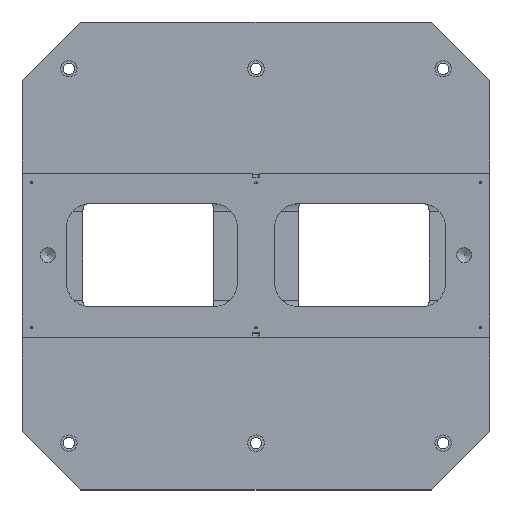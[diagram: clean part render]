
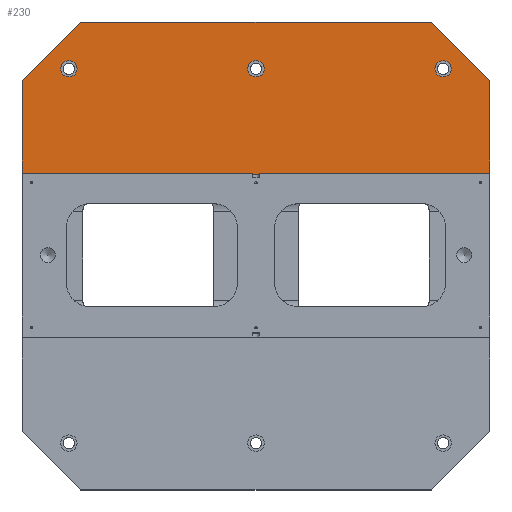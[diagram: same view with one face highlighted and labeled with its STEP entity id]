
A CAD part, top view. The second image highlights one B-rep face of the part: STEP entity #230.
In plain terms, the highlighted planar face has unit normal (0, 0, 1).
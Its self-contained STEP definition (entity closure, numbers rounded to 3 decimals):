
#230 = ADVANCED_FACE( '', ( #951, #952, #953, #954 ), #955, .T. );
#951 = FACE_BOUND( '', #2108, .T. );
#952 = FACE_BOUND( '', #2109, .T. );
#953 = FACE_BOUND( '', #2110, .T. );
#954 = FACE_OUTER_BOUND( '', #2111, .T. );
#955 = PLANE( '', #2112 );
#2108 = EDGE_LOOP( '', ( #4586 ) );
#2109 = EDGE_LOOP( '', ( #4587 ) );
#2110 = EDGE_LOOP( '', ( #4588 ) );
#2111 = EDGE_LOOP( '', ( #4589, #4590, #4591, #4592, #4593, #4594 ) );
#2112 = AXIS2_PLACEMENT_3D( '', #4595, #4596, #4597 );
#4586 = ORIENTED_EDGE( '', *, *, #8359, .T. );
#4587 = ORIENTED_EDGE( '', *, *, #8360, .T. );
#4588 = ORIENTED_EDGE( '', *, *, #8361, .T. );
#4589 = ORIENTED_EDGE( '', *, *, #8362, .T. );
#4590 = ORIENTED_EDGE( '', *, *, #8363, .T. );
#4591 = ORIENTED_EDGE( '', *, *, #8151, .T. );
#4592 = ORIENTED_EDGE( '', *, *, #7942, .T. );
#4593 = ORIENTED_EDGE( '', *, *, #8296, .T. );
#4594 = ORIENTED_EDGE( '', *, *, #8364, .T. );
#4595 = CARTESIAN_POINT( '', ( -500., -500., 55. ) );
#4596 = DIRECTION( '', ( 0., 0., 1. ) );
#4597 = DIRECTION( '', ( 1., 0., 0. ) );
#7942 = EDGE_CURVE( '', #9715, #9713, #9716, .T. );
#8151 = EDGE_CURVE( '', #10117, #9715, #10118, .T. );
#8296 = EDGE_CURVE( '', #9713, #10391, #10393, .T. );
#8359 = EDGE_CURVE( '', #10512, #10512, #10513, .T. );
#8360 = EDGE_CURVE( '', #10514, #10514, #10515, .T. );
#8361 = EDGE_CURVE( '', #10516, #10516, #10517, .T. );
#8362 = EDGE_CURVE( '', #10518, #10519, #10520, .T. );
#8363 = EDGE_CURVE( '', #10519, #10117, #10521, .F. );
#8364 = EDGE_CURVE( '', #10391, #10518, #10522, .F. );
#9713 = VERTEX_POINT( '', #14510 );
#9715 = VERTEX_POINT( '', #14513 );
#9716 = LINE( '', #14514, #14515 );
#10117 = VERTEX_POINT( '', #15099 );
#10118 = LINE( '', #15100, #15101 );
#10391 = VERTEX_POINT( '', #15516 );
#10393 = LINE( '', #15519, #15520 );
#10512 = VERTEX_POINT( '', #15701 );
#10513 = CIRCLE( '', #15702, 17.5 );
#10514 = VERTEX_POINT( '', #15703 );
#10515 = CIRCLE( '', #15704, 17.5 );
#10516 = VERTEX_POINT( '', #15705 );
#10517 = CIRCLE( '', #15706, 17.5 );
#10518 = VERTEX_POINT( '', #15707 );
#10519 = VERTEX_POINT( '', #15708 );
#10520 = LINE( '', #15709, #15710 );
#10521 = LINE( '', #15711, #15712 );
#10522 = LINE( '', #15713, #15714 );
#14510 = CARTESIAN_POINT( '', ( 500., 175., 55. ) );
#14513 = CARTESIAN_POINT( '', ( -500., 175., 55. ) );
#14514 = CARTESIAN_POINT( '', ( -500., 175., 55. ) );
#14515 = VECTOR( '', #17589, 1000. );
#15099 = CARTESIAN_POINT( '', ( -500., 375., 55. ) );
#15100 = CARTESIAN_POINT( '', ( -500., 500., 55. ) );
#15101 = VECTOR( '', #17848, 1000. );
#15516 = CARTESIAN_POINT( '', ( 500., 375., 55. ) );
#15519 = CARTESIAN_POINT( '', ( 500., -500., 55. ) );
#15520 = VECTOR( '', #17995, 1000. );
#15701 = CARTESIAN_POINT( '', ( -400., 382.5, 55. ) );
#15702 = AXIS2_PLACEMENT_3D( '', #18058, #18059, #18060 );
#15703 = CARTESIAN_POINT( '', ( 400., 382.5, 55. ) );
#15704 = AXIS2_PLACEMENT_3D( '', #18061, #18062, #18063 );
#15705 = CARTESIAN_POINT( '', ( 0., 382.5, 55. ) );
#15706 = AXIS2_PLACEMENT_3D( '', #18064, #18065, #18066 );
#15707 = CARTESIAN_POINT( '', ( 375., 500., 55. ) );
#15708 = CARTESIAN_POINT( '', ( -375., 500., 55. ) );
#15709 = CARTESIAN_POINT( '', ( 500., 500., 55. ) );
#15710 = VECTOR( '', #18067, 1000. );
#15711 = CARTESIAN_POINT( '', ( -937.5, -62.5, 55. ) );
#15712 = VECTOR( '', #18068, 1000. );
#15713 = CARTESIAN_POINT( '', ( 437.5, 437.5, 55. ) );
#15714 = VECTOR( '', #18069, 1000. );
#17589 = DIRECTION( '', ( 1., 0., 0. ) );
#17848 = DIRECTION( '', ( 0., -1., 0. ) );
#17995 = DIRECTION( '', ( 0., 1., 0. ) );
#18058 = CARTESIAN_POINT( '', ( -400., 400., 55. ) );
#18059 = DIRECTION( '', ( 0., 0., -1. ) );
#18060 = DIRECTION( '', ( 0., -1., 0. ) );
#18061 = CARTESIAN_POINT( '', ( 400., 400., 55. ) );
#18062 = DIRECTION( '', ( 0., 0., -1. ) );
#18063 = DIRECTION( '', ( 0., -1., 0. ) );
#18064 = CARTESIAN_POINT( '', ( 0., 400., 55. ) );
#18065 = DIRECTION( '', ( 0., 0., -1. ) );
#18066 = DIRECTION( '', ( 0., -1., 0. ) );
#18067 = DIRECTION( '', ( -1., 0., 0. ) );
#18068 = DIRECTION( '', ( 0.707, 0.707, 0. ) );
#18069 = DIRECTION( '', ( 0.707, -0.707, 0. ) );
